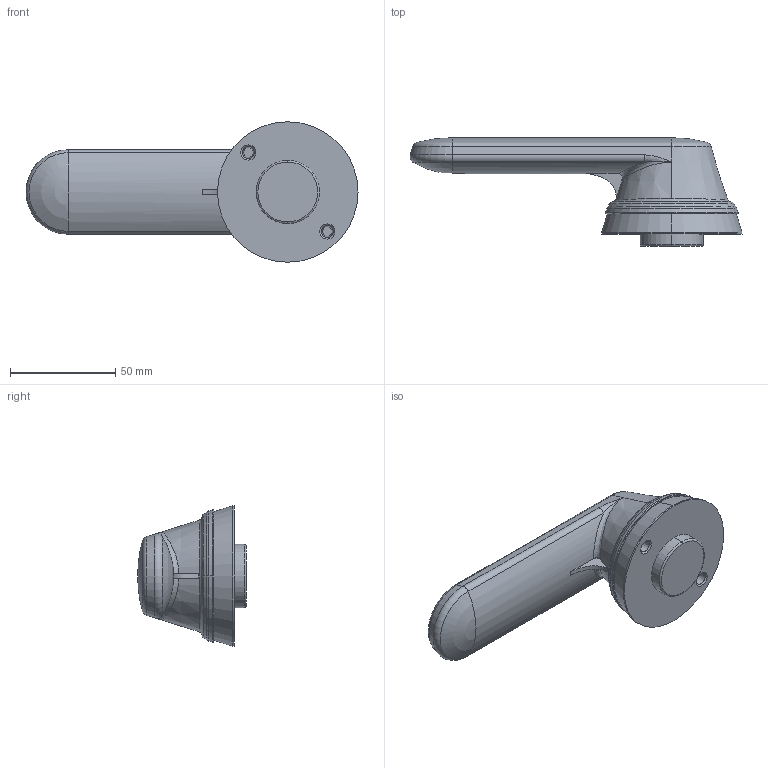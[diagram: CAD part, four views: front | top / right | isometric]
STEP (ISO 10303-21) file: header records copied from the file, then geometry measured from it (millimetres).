
FILE_DESCRIPTION((''),'2;1');
FILE_NAME('OHB125J12_SW0001','2024-12-19T09:09:11',('FIANLEH10'),(''),'CREO PARAMETRIC BY PTC INC, 2022364','CREO PARAMETRIC BY PTC INC, 2022364','');
FILE_SCHEMA(('AUTOMOTIVE_DESIGN { 1 0 10303 214 1 1 1 1 }'));
Length unit declared in the file: millimetre
Products named in the file (1): OHB125J12_SW0001
Bounding box: 157.5 x 51.5 x 66.63 mm (x, y, z)
Volume: 153211.8 mm3; surface area: 22692 mm2
Topology: 1 solids, 1 shells, 61 faces, 134 edges, 76 vertices
Faces by surface type: cone 17, plane 13, torus 13, cylinder 10, bspline 4, sphere 3, extrusion 1
Entity records: 3347 total; most frequent: CARTESIAN_POINT 1017, DIRECTION 329, ORIENTED_EDGE 262, COLOUR_RGB 207, AXIS2_PLACEMENT_3D 140, EDGE_CURVE 131, VERTEX_POINT 76, CIRCLE 74
